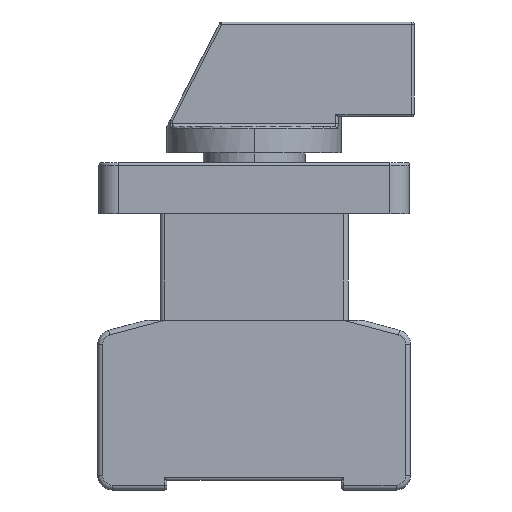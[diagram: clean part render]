
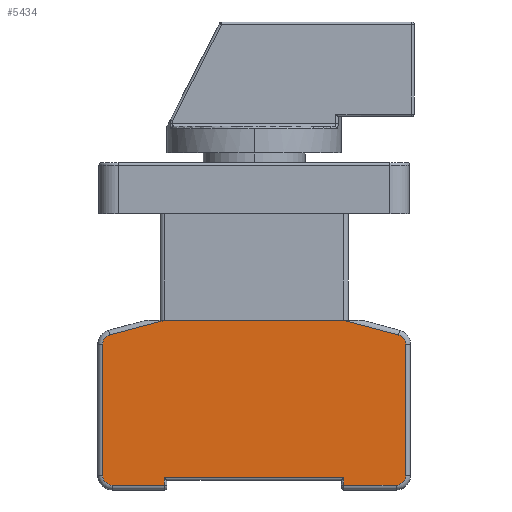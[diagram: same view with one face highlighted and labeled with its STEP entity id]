
A CAD part, left-side view. The second image highlights one B-rep face of the part: STEP entity #5434.
In plain terms, the highlighted planar face has unit normal (-1, 0, 0).
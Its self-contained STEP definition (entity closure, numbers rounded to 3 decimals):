
#68 = VECTOR ( 'NONE', #5812, 1000. ) ;
#82 = CARTESIAN_POINT ( 'NONE',  ( -25.3, -32.25, -65. ) ) ;
#112 = DIRECTION ( 'NONE',  ( 0., -1., 0. ) ) ;
#289 = EDGE_CURVE ( 'NONE', #1312, #8094, #4931, .T. ) ;
#296 = VECTOR ( 'NONE', #1573, 1000. ) ;
#372 = ORIENTED_EDGE ( 'NONE', *, *, #4555, .T. ) ;
#482 = CARTESIAN_POINT ( 'NONE',  ( -25.3, 29.25, -66.5 ) ) ;
#671 = VERTEX_POINT ( 'NONE', #7866 ) ;
#799 = ORIENTED_EDGE ( 'NONE', *, *, #12232, .T. ) ;
#975 = CARTESIAN_POINT ( 'NONE',  ( -25.3, 31.25, -67.5 ) ) ;
#1130 = CARTESIAN_POINT ( 'NONE',  ( -25.3, -32.25, -32.5 ) ) ;
#1312 = VERTEX_POINT ( 'NONE', #5912 ) ;
#1338 = AXIS2_PLACEMENT_3D ( 'NONE', #12899, #9749, #9788 ) ;
#1573 = DIRECTION ( 'NONE',  ( 0., 0., -1. ) ) ;
#1788 = LINE ( 'NONE', #82, #4347 ) ;
#1918 = VERTEX_POINT ( 'NONE', #12649 ) ;
#1981 = AXIS2_PLACEMENT_3D ( 'NONE', #5296, #10643, #11601 ) ;
#2136 = DIRECTION ( 'NONE',  ( 0., 1., 0. ) ) ;
#2359 = CARTESIAN_POINT ( 'NONE',  ( -25.3, 29.768, -35.55 ) ) ;
#2575 = CARTESIAN_POINT ( 'NONE',  ( -25.3, -18.5, -67.5 ) ) ;
#2701 = VECTOR ( 'NONE', #13266, 1000. ) ;
#2746 = CIRCLE ( 'NONE', #12680, 2. ) ;
#2768 = VECTOR ( 'NONE', #3177, 1000. ) ;
#2836 = EDGE_CURVE ( 'NONE', #4041, #1312, #11347, .T. ) ;
#3019 = DIRECTION ( 'NONE',  ( 0., 0., -1. ) ) ;
#3177 = DIRECTION ( 'NONE',  ( 0., 0., 1. ) ) ;
#3226 = DIRECTION ( 'NONE',  ( 0., -1., 0. ) ) ;
#3232 = CARTESIAN_POINT ( 'NONE',  ( -25.3, 31.25, -64.5 ) ) ;
#3253 = DIRECTION ( 'NONE',  ( 0., 0., -1. ) ) ;
#3292 = AXIS2_PLACEMENT_3D ( 'NONE', #7057, #4989, #5083 ) ;
#3319 = VERTEX_POINT ( 'NONE', #3648 ) ;
#3356 = CARTESIAN_POINT ( 'NONE',  ( -25.3, -29.25, -66.5 ) ) ;
#3357 = LINE ( 'NONE', #7551, #68 ) ;
#3648 = CARTESIAN_POINT ( 'NONE',  ( -25.3, 18.5, -65. ) ) ;
#3799 = CARTESIAN_POINT ( 'NONE',  ( -25.3, -18.5, -65. ) ) ;
#3939 = DIRECTION ( 'NONE',  ( 0., 0.966, 0.259 ) ) ;
#4022 = EDGE_CURVE ( 'NONE', #3319, #8756, #1788, .T. ) ;
#4041 = VERTEX_POINT ( 'NONE', #7350 ) ;
#4347 = VECTOR ( 'NONE', #3226, 1000. ) ;
#4555 = EDGE_CURVE ( 'NONE', #8756, #4790, #10488, .T. ) ;
#4725 = CARTESIAN_POINT ( 'NONE',  ( -25.3, -18.5, -66.5 ) ) ;
#4737 = ORIENTED_EDGE ( 'NONE', *, *, #4022, .T. ) ;
#4746 = CARTESIAN_POINT ( 'NONE',  ( -25.3, -29.25, -64.5 ) ) ;
#4790 = VERTEX_POINT ( 'NONE', #4725 ) ;
#4810 = CARTESIAN_POINT ( 'NONE',  ( -25.3, -18.386, -32.5 ) ) ;
#4931 = LINE ( 'NONE', #11144, #10117 ) ;
#4955 = VERTEX_POINT ( 'NONE', #3356 ) ;
#4989 = DIRECTION ( 'NONE',  ( -1., 0., 0. ) ) ;
#5083 = DIRECTION ( 'NONE',  ( 0., 0., -1. ) ) ;
#5296 = CARTESIAN_POINT ( 'NONE',  ( -25.3, -32.25, -67.5 ) ) ;
#5310 = DIRECTION ( 'NONE',  ( 0., 0., 1. ) ) ;
#5331 = VECTOR ( 'NONE', #112, 1000. ) ;
#5411 = EDGE_CURVE ( 'NONE', #12347, #671, #8521, .T. ) ;
#5434 = ADVANCED_FACE ( 'NONE', ( #6235 ), #6246, .F. ) ;
#5605 = ORIENTED_EDGE ( 'NONE', *, *, #6529, .T. ) ;
#5614 = VERTEX_POINT ( 'NONE', #482 ) ;
#5782 = EDGE_CURVE ( 'NONE', #671, #8412, #8860, .T. ) ;
#5787 = DIRECTION ( 'NONE',  ( -1., 0., 0. ) ) ;
#5812 = DIRECTION ( 'NONE',  ( 0., 0.966, -0.259 ) ) ;
#5912 = CARTESIAN_POINT ( 'NONE',  ( -25.3, -29.768, -35.55 ) ) ;
#5944 = CARTESIAN_POINT ( 'NONE',  ( -25.3, 18.5, -66.5 ) ) ;
#5986 = ORIENTED_EDGE ( 'NONE', *, *, #12172, .T. ) ;
#6091 = VECTOR ( 'NONE', #3019, 1000. ) ;
#6108 = EDGE_CURVE ( 'NONE', #4790, #4955, #9475, .T. ) ;
#6124 = CARTESIAN_POINT ( 'NONE',  ( -25.3, -32.25, -66.5 ) ) ;
#6146 = ORIENTED_EDGE ( 'NONE', *, *, #5411, .T. ) ;
#6235 = FACE_OUTER_BOUND ( 'NONE', #11573, .T. ) ;
#6246 = PLANE ( 'NONE',  #1981 ) ;
#6443 = ORIENTED_EDGE ( 'NONE', *, *, #289, .T. ) ;
#6529 = EDGE_CURVE ( 'NONE', #8412, #5614, #9304, .T. ) ;
#6532 = AXIS2_PLACEMENT_3D ( 'NONE', #12564, #11469, #3253 ) ;
#7057 = CARTESIAN_POINT ( 'NONE',  ( -25.3, 29.25, -64.5 ) ) ;
#7093 = LINE ( 'NONE', #8302, #2768 ) ;
#7350 = CARTESIAN_POINT ( 'NONE',  ( -25.3, -31.25, -37.481 ) ) ;
#7412 = LINE ( 'NONE', #10475, #8223 ) ;
#7551 = CARTESIAN_POINT ( 'NONE',  ( -25.3, 29.768, -35.55 ) ) ;
#7740 = EDGE_CURVE ( 'NONE', #8094, #1918, #7936, .T. ) ;
#7775 = ORIENTED_EDGE ( 'NONE', *, *, #12165, .T. ) ;
#7866 = CARTESIAN_POINT ( 'NONE',  ( -25.3, 31.25, -37.481 ) ) ;
#7909 = ORIENTED_EDGE ( 'NONE', *, *, #6108, .T. ) ;
#7931 = EDGE_CURVE ( 'NONE', #1918, #12347, #3357, .T. ) ;
#7936 = LINE ( 'NONE', #1130, #12143 ) ;
#8094 = VERTEX_POINT ( 'NONE', #4810 ) ;
#8223 = VECTOR ( 'NONE', #5310, 1000. ) ;
#8302 = CARTESIAN_POINT ( 'NONE',  ( -25.3, -31.25, -67.5 ) ) ;
#8412 = VERTEX_POINT ( 'NONE', #3232 ) ;
#8521 = CIRCLE ( 'NONE', #6532, 2. ) ;
#8756 = VERTEX_POINT ( 'NONE', #3799 ) ;
#8860 = LINE ( 'NONE', #975, #6091 ) ;
#8969 = ORIENTED_EDGE ( 'NONE', *, *, #7931, .T. ) ;
#9304 = CIRCLE ( 'NONE', #3292, 2. ) ;
#9475 = LINE ( 'NONE', #6124, #2701 ) ;
#9749 = DIRECTION ( 'NONE',  ( -1., 0., 0. ) ) ;
#9788 = DIRECTION ( 'NONE',  ( 0., 0., -1. ) ) ;
#9870 = VERTEX_POINT ( 'NONE', #12571 ) ;
#10117 = VECTOR ( 'NONE', #3939, 1000. ) ;
#10475 = CARTESIAN_POINT ( 'NONE',  ( -25.3, 18.5, -67.5 ) ) ;
#10488 = LINE ( 'NONE', #2575, #296 ) ;
#10643 = DIRECTION ( 'NONE',  ( 1., 0., 0. ) ) ;
#10655 = ORIENTED_EDGE ( 'NONE', *, *, #7740, .T. ) ;
#11144 = CARTESIAN_POINT ( 'NONE',  ( -25.3, -21.991, -33.466 ) ) ;
#11347 = CIRCLE ( 'NONE', #1338, 2. ) ;
#11469 = DIRECTION ( 'NONE',  ( -1., 0., 0. ) ) ;
#11529 = ORIENTED_EDGE ( 'NONE', *, *, #2836, .T. ) ;
#11573 = EDGE_LOOP ( 'NONE', ( #4737, #372, #7909, #13422, #7775, #11529, #6443, #10655, #8969, #6146, #13167, #5605, #5986, #799 ) ) ;
#11601 = DIRECTION ( 'NONE',  ( 0., 0., -1. ) ) ;
#12143 = VECTOR ( 'NONE', #2136, 1000. ) ;
#12165 = EDGE_CURVE ( 'NONE', #9870, #4041, #7093, .T. ) ;
#12172 = EDGE_CURVE ( 'NONE', #5614, #12490, #13122, .T. ) ;
#12232 = EDGE_CURVE ( 'NONE', #12490, #3319, #7412, .T. ) ;
#12347 = VERTEX_POINT ( 'NONE', #2359 ) ;
#12490 = VERTEX_POINT ( 'NONE', #5944 ) ;
#12545 = CARTESIAN_POINT ( 'NONE',  ( -25.3, -32.25, -66.5 ) ) ;
#12564 = CARTESIAN_POINT ( 'NONE',  ( -25.3, 29.25, -37.481 ) ) ;
#12571 = CARTESIAN_POINT ( 'NONE',  ( -25.3, -31.25, -64.5 ) ) ;
#12649 = CARTESIAN_POINT ( 'NONE',  ( -25.3, 18.386, -32.5 ) ) ;
#12680 = AXIS2_PLACEMENT_3D ( 'NONE', #4746, #5787, #12948 ) ;
#12858 = EDGE_CURVE ( 'NONE', #4955, #9870, #2746, .T. ) ;
#12899 = CARTESIAN_POINT ( 'NONE',  ( -25.3, -29.25, -37.481 ) ) ;
#12948 = DIRECTION ( 'NONE',  ( 0., 0., -1. ) ) ;
#13122 = LINE ( 'NONE', #12545, #5331 ) ;
#13167 = ORIENTED_EDGE ( 'NONE', *, *, #5782, .T. ) ;
#13266 = DIRECTION ( 'NONE',  ( 0., -1., 0. ) ) ;
#13422 = ORIENTED_EDGE ( 'NONE', *, *, #12858, .T. ) ;
